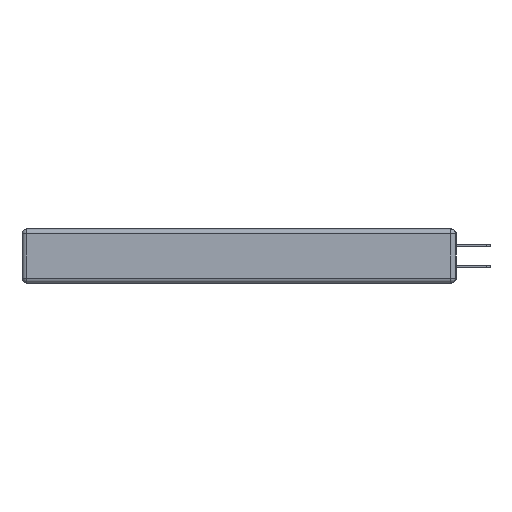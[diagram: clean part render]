
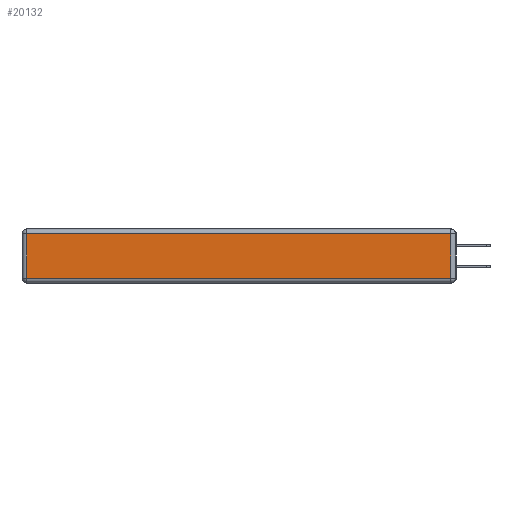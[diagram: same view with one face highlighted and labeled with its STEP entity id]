
A CAD part, left-side view. The second image highlights one B-rep face of the part: STEP entity #20132.
In plain terms, the highlighted planar face has unit normal (-1, 0, 0).
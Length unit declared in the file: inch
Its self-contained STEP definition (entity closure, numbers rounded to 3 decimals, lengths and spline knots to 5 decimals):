
#1438 = EDGE_CURVE ( 'NONE', #19049, #21955, #19593, .T. ) ;
#2756 = EDGE_CURVE ( 'NONE', #16776, #19049, #20061, .T. ) ;
#3612 = VECTOR ( 'NONE', #15672, 39.37008 ) ;
#3831 = ORIENTED_EDGE ( 'NONE', *, *, #18947, .T. ) ;
#4956 = CARTESIAN_POINT ( 'NONE',  ( 0., 0.03, -0.03 ) ) ;
#6011 = AXIS2_PLACEMENT_3D ( 'NONE', #6386, #13599, #6462 ) ;
#6032 = PLANE ( 'NONE',  #6011 ) ;
#6386 = CARTESIAN_POINT ( 'NONE',  ( 0., 0., -0.343 ) ) ;
#6462 = DIRECTION ( 'NONE',  ( 0., 0., 1. ) ) ;
#6943 = EDGE_CURVE ( 'NONE', #11686, #16776, #17397, .T. ) ;
#7009 = DIRECTION ( 'NONE',  ( 0., -1., 0. ) ) ;
#8261 = ORIENTED_EDGE ( 'NONE', *, *, #6943, .T. ) ;
#8589 = CARTESIAN_POINT ( 'NONE',  ( 0., 2.72, -0.343 ) ) ;
#8634 = VECTOR ( 'NONE', #21335, 39.37008 ) ;
#8928 = CARTESIAN_POINT ( 'NONE',  ( 0., 0.03, -0.343 ) ) ;
#10426 = CARTESIAN_POINT ( 'NONE',  ( 0., 0., -0.313 ) ) ;
#11081 = VECTOR ( 'NONE', #7009, 39.37008 ) ;
#11531 = CARTESIAN_POINT ( 'NONE',  ( 0., 2.72, -0.313 ) ) ;
#11686 = VERTEX_POINT ( 'NONE', #12957 ) ;
#12066 = ORIENTED_EDGE ( 'NONE', *, *, #1438, .T. ) ;
#12426 = EDGE_LOOP ( 'NONE', ( #23076, #12066, #3831, #8261 ) ) ;
#12957 = CARTESIAN_POINT ( 'NONE',  ( 0., 2.72, -0.03 ) ) ;
#13599 = DIRECTION ( 'NONE',  ( -1., 0., 0. ) ) ;
#14210 = FACE_OUTER_BOUND ( 'NONE', #12426, .T. ) ;
#15672 = DIRECTION ( 'NONE',  ( 0., 0., -1. ) ) ;
#16776 = VERTEX_POINT ( 'NONE', #11531 ) ;
#17397 = LINE ( 'NONE', #8589, #3612 ) ;
#17935 = LINE ( 'NONE', #18377, #20392 ) ;
#18377 = CARTESIAN_POINT ( 'NONE',  ( 0., 2.75, -0.03 ) ) ;
#18947 = EDGE_CURVE ( 'NONE', #21955, #11686, #17935, .T. ) ;
#19049 = VERTEX_POINT ( 'NONE', #19222 ) ;
#19222 = CARTESIAN_POINT ( 'NONE',  ( 0., 0.03, -0.313 ) ) ;
#19593 = LINE ( 'NONE', #8928, #8634 ) ;
#20061 = LINE ( 'NONE', #10426, #11081 ) ;
#20132 = ADVANCED_FACE ( 'NONE', ( #14210 ), #6032, .T. ) ;
#20358 = DIRECTION ( 'NONE',  ( 0., 1., 0. ) ) ;
#20392 = VECTOR ( 'NONE', #20358, 39.37008 ) ;
#21335 = DIRECTION ( 'NONE',  ( 0., 0., 1. ) ) ;
#21955 = VERTEX_POINT ( 'NONE', #4956 ) ;
#23076 = ORIENTED_EDGE ( 'NONE', *, *, #2756, .T. ) ;
